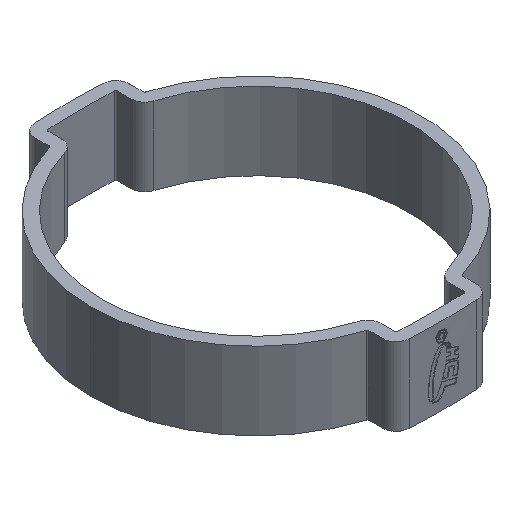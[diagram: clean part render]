
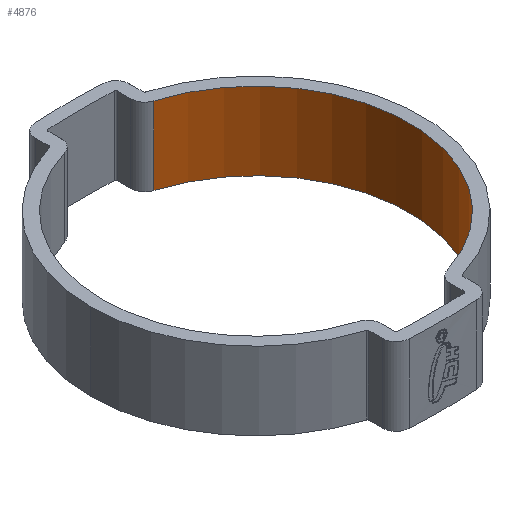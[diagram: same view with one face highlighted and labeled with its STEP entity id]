
A CAD part, isometric view. The second image highlights one B-rep face of the part: STEP entity #4876.
In plain terms, the highlighted cylindrical face has radius 18.75 mm (diameter 37.5 mm), a partial arc.
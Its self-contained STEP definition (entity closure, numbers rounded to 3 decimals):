
#54 = VERTEX_POINT ( 'NONE', #3432 ) ;
#99 = CIRCLE ( 'NONE', #943, 18.75 ) ;
#310 = EDGE_CURVE ( 'NONE', #421, #2397, #99, .T. ) ;
#406 = EDGE_LOOP ( 'NONE', ( #2022, #5494, #3426, #2068 ) ) ;
#421 = VERTEX_POINT ( 'NONE', #5581 ) ;
#704 = VECTOR ( 'NONE', #1568, 1000. ) ;
#836 = AXIS2_PLACEMENT_3D ( 'NONE', #5258, #5335, #3152 ) ;
#904 = VECTOR ( 'NONE', #1439, 1000. ) ;
#943 = AXIS2_PLACEMENT_3D ( 'NONE', #1656, #3431, #3860 ) ;
#994 = LINE ( 'NONE', #2755, #904 ) ;
#1439 = DIRECTION ( 'NONE',  ( 0., 0., -1. ) ) ;
#1456 = DIRECTION ( 'NONE',  ( 0., 0., 1. ) ) ;
#1568 = DIRECTION ( 'NONE',  ( 0., 0., -1. ) ) ;
#1656 = CARTESIAN_POINT ( 'NONE',  ( 0., 0., -4.75 ) ) ;
#1657 = AXIS2_PLACEMENT_3D ( 'NONE', #3664, #1456, #1798 ) ;
#1760 = CYLINDRICAL_SURFACE ( 'NONE', #836, 18.75 ) ;
#1798 = DIRECTION ( 'NONE',  ( -1., 0., 0. ) ) ;
#1866 = EDGE_CURVE ( 'NONE', #54, #4291, #2217, .T. ) ;
#2022 = ORIENTED_EDGE ( 'NONE', *, *, #310, .F. ) ;
#2068 = ORIENTED_EDGE ( 'NONE', *, *, #2466, .T. ) ;
#2192 = FACE_OUTER_BOUND ( 'NONE', #406, .T. ) ;
#2217 = CIRCLE ( 'NONE', #1657, 18.75 ) ;
#2397 = VERTEX_POINT ( 'NONE', #5374 ) ;
#2466 = EDGE_CURVE ( 'NONE', #4291, #2397, #994, .T. ) ;
#2755 = CARTESIAN_POINT ( 'NONE',  ( 5.455, 17.939, 4.75 ) ) ;
#3129 = EDGE_CURVE ( 'NONE', #54, #421, #3202, .T. ) ;
#3152 = DIRECTION ( 'NONE',  ( -1., 0., 0. ) ) ;
#3202 = LINE ( 'NONE', #5247, #704 ) ;
#3426 = ORIENTED_EDGE ( 'NONE', *, *, #1866, .T. ) ;
#3431 = DIRECTION ( 'NONE',  ( 0., 0., 1. ) ) ;
#3432 = CARTESIAN_POINT ( 'NONE',  ( 5.455, -17.939, 4.75 ) ) ;
#3664 = CARTESIAN_POINT ( 'NONE',  ( 0., 0., 4.75 ) ) ;
#3860 = DIRECTION ( 'NONE',  ( -1., 0., 0. ) ) ;
#4291 = VERTEX_POINT ( 'NONE', #4616 ) ;
#4616 = CARTESIAN_POINT ( 'NONE',  ( 5.455, 17.939, 4.75 ) ) ;
#4876 = ADVANCED_FACE ( 'NONE', ( #2192 ), #1760, .F. ) ;
#5247 = CARTESIAN_POINT ( 'NONE',  ( 5.455, -17.939, 4.75 ) ) ;
#5258 = CARTESIAN_POINT ( 'NONE',  ( 0., 0., 4.75 ) ) ;
#5335 = DIRECTION ( 'NONE',  ( 0., 0., -1. ) ) ;
#5374 = CARTESIAN_POINT ( 'NONE',  ( 5.455, 17.939, -4.75 ) ) ;
#5494 = ORIENTED_EDGE ( 'NONE', *, *, #3129, .F. ) ;
#5581 = CARTESIAN_POINT ( 'NONE',  ( 5.455, -17.939, -4.75 ) ) ;
